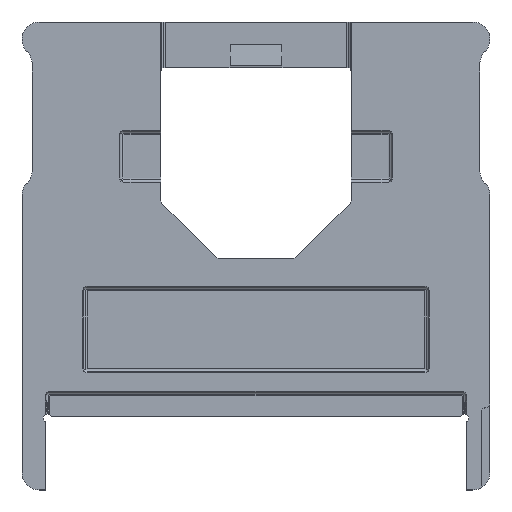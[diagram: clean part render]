
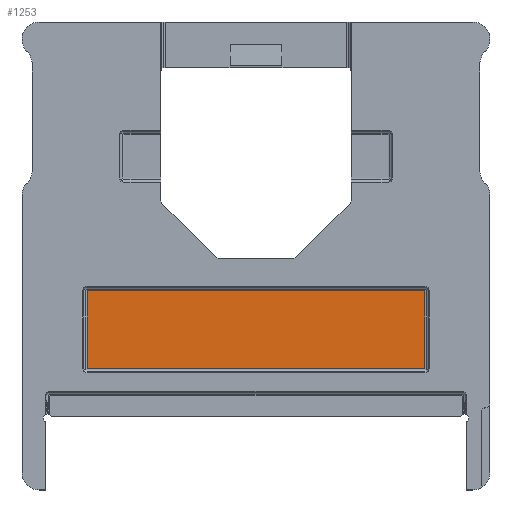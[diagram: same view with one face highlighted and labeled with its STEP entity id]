
A CAD part, top view. The second image highlights one B-rep face of the part: STEP entity #1253.
In plain terms, the highlighted planar face has unit normal (0, 0, 1).
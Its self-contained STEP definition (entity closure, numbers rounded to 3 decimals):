
#494 = VERTEX_POINT('',#495);
#495 = CARTESIAN_POINT('',(19.5,-4.,0.6));
#612 = EDGE_CURVE('',#613,#494,#615,.T.);
#613 = VERTEX_POINT('',#614);
#614 = CARTESIAN_POINT('',(19.5,-13.,0.6));
#615 = LINE('',#616,#617);
#616 = CARTESIAN_POINT('',(19.5,-13.,0.6));
#617 = VECTOR('',#618,1.);
#618 = DIRECTION('',(0.,1.,0.));
#1253 = ADVANCED_FACE('',(#1254),#1279,.T.);
#1254 = FACE_BOUND('',#1255,.T.);
#1255 = EDGE_LOOP('',(#1256,#1264,#1272,#1278));
#1256 = ORIENTED_EDGE('',*,*,#1257,.F.);
#1257 = EDGE_CURVE('',#1258,#494,#1260,.T.);
#1258 = VERTEX_POINT('',#1259);
#1259 = CARTESIAN_POINT('',(-19.5,-4.,0.6));
#1260 = LINE('',#1261,#1262);
#1261 = CARTESIAN_POINT('',(-19.5,-4.,0.6));
#1262 = VECTOR('',#1263,1.);
#1263 = DIRECTION('',(1.,0.,0.));
#1264 = ORIENTED_EDGE('',*,*,#1265,.F.);
#1265 = EDGE_CURVE('',#1266,#1258,#1268,.T.);
#1266 = VERTEX_POINT('',#1267);
#1267 = CARTESIAN_POINT('',(-19.5,-13.,0.6));
#1268 = LINE('',#1269,#1270);
#1269 = CARTESIAN_POINT('',(-19.5,-13.,0.6));
#1270 = VECTOR('',#1271,1.);
#1271 = DIRECTION('',(0.,1.,0.));
#1272 = ORIENTED_EDGE('',*,*,#1273,.F.);
#1273 = EDGE_CURVE('',#613,#1266,#1274,.T.);
#1274 = LINE('',#1275,#1276);
#1275 = CARTESIAN_POINT('',(19.5,-13.,0.6));
#1276 = VECTOR('',#1277,1.);
#1277 = DIRECTION('',(-1.,0.,0.));
#1278 = ORIENTED_EDGE('',*,*,#612,.T.);
#1279 = PLANE('',#1280);
#1280 = AXIS2_PLACEMENT_3D('',#1281,#1282,#1283);
#1281 = CARTESIAN_POINT('',(0.,-8.5,0.6));
#1282 = DIRECTION('',(0.,0.,1.));
#1283 = DIRECTION('',(1.,0.,-0.));
